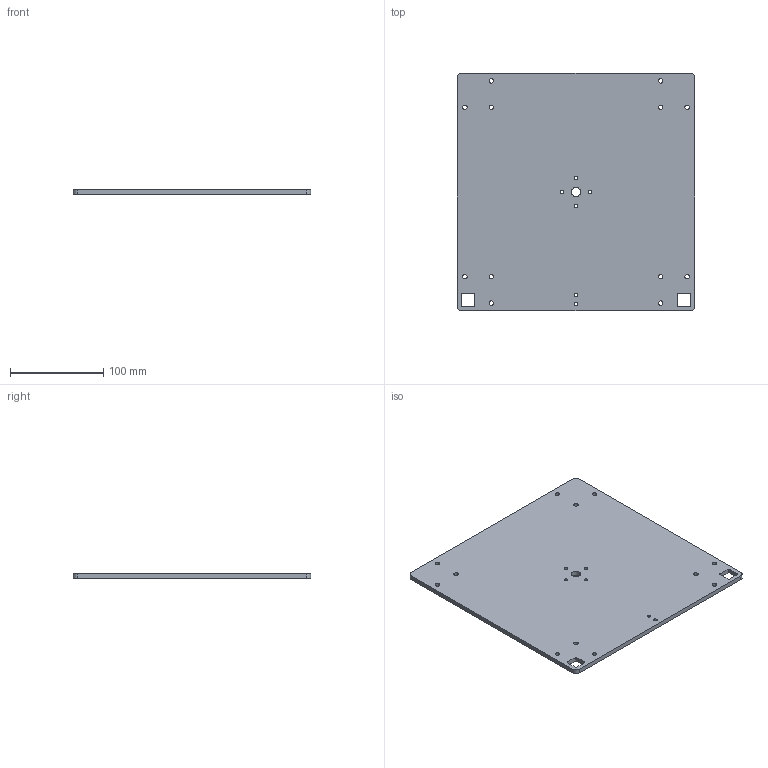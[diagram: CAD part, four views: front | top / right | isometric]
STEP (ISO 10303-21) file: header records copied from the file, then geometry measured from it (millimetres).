
FILE_DESCRIPTION (( 'STEP AP214' ), '1' );
FILE_NAME ('TOP_PLATE.STEP', '2024-02-19T10:01:20', ( '' ), ( '' ), 'SwSTEP 2.0', 'SolidWorks 2021', '' );
FILE_SCHEMA (( 'AUTOMOTIVE_DESIGN' ));
Length unit declared in the file: millimetre
Products named in the file (1): TOP_PLATE
Bounding box: 255 x 255 x 5 mm (x, y, z)
Volume: 321282.5 mm3; surface area: 135514.1 mm2
Topology: 1 solids, 1 shells, 64 faces, 186 edges, 124 vertices
Faces by surface type: cylinder 50, plane 14
Entity records: 2288 total; most frequent: DIRECTION 416, CARTESIAN_POINT 375, ORIENTED_EDGE 372, EDGE_CURVE 186, AXIS2_PLACEMENT_3D 165, VERTEX_POINT 124, EDGE_LOOP 106, CIRCLE 100
